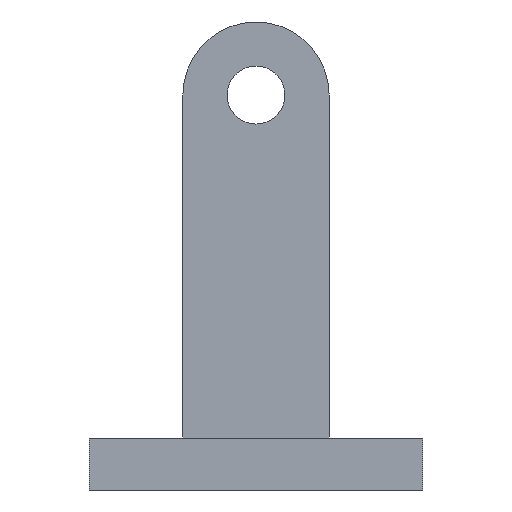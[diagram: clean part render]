
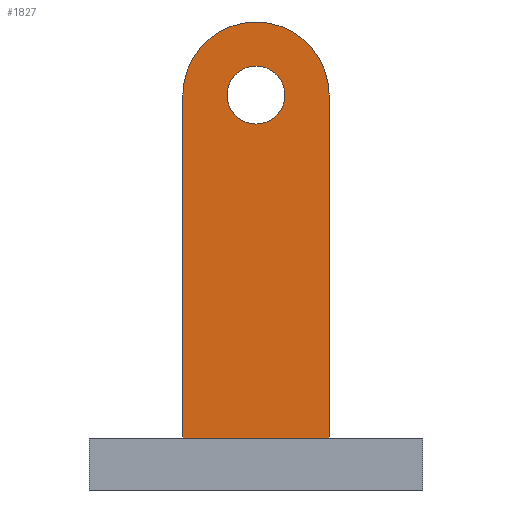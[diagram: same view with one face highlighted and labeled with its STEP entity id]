
A CAD part, front view. The second image highlights one B-rep face of the part: STEP entity #1827.
In plain terms, the highlighted planar face has unit normal (0, -1, 0).
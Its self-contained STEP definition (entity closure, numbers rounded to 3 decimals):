
#1260 = PLANE('',#1261);
#1261 = AXIS2_PLACEMENT_3D('',#1262,#1263,#1264);
#1262 = CARTESIAN_POINT('',(-32.058,-100.5,5.));
#1263 = DIRECTION('',(0.,0.,1.));
#1264 = DIRECTION('',(1.,0.,0.));
#1463 = VERTEX_POINT('',#1464);
#1464 = CARTESIAN_POINT('',(-14.058,-9.358,5.));
#1478 = PLANE('',#1479);
#1479 = AXIS2_PLACEMENT_3D('',#1480,#1481,#1482);
#1480 = CARTESIAN_POINT('',(-14.058,-2.527,
    -9.058));
#1481 = DIRECTION('',(1.,0.,0.));
#1482 = DIRECTION('',(0.,-1.,0.));
#1519 = VERTEX_POINT('',#1520);
#1520 = CARTESIAN_POINT('',(14.058,-9.358,5.));
#1534 = PLANE('',#1535);
#1535 = AXIS2_PLACEMENT_3D('',#1536,#1537,#1538);
#1536 = CARTESIAN_POINT('',(14.058,-2.527,
    -9.058));
#1537 = DIRECTION('',(1.,0.,0.));
#1538 = DIRECTION('',(0.,-1.,0.));
#1546 = EDGE_CURVE('',#1463,#1519,#1547,.T.);
#1547 = SURFACE_CURVE('',#1548,(#1552,#1559),.PCURVE_S1.);
#1548 = LINE('',#1549,#1550);
#1549 = CARTESIAN_POINT('',(0.,-9.358,5.));
#1550 = VECTOR('',#1551,1.);
#1551 = DIRECTION('',(1.,0.,0.));
#1552 = PCURVE('',#1260,#1553);
#1553 = DEFINITIONAL_REPRESENTATION('',(#1554),#1558);
#1554 = LINE('',#1555,#1556);
#1555 = CARTESIAN_POINT('',(32.058,91.142));
#1556 = VECTOR('',#1557,1.);
#1557 = DIRECTION('',(1.,0.));
#1558 = ( GEOMETRIC_REPRESENTATION_CONTEXT(2) 
PARAMETRIC_REPRESENTATION_CONTEXT() REPRESENTATION_CONTEXT('2D SPACE',''
  ) );
#1559 = PCURVE('',#1560,#1565);
#1560 = PLANE('',#1561);
#1561 = AXIS2_PLACEMENT_3D('',#1562,#1563,#1564);
#1562 = CARTESIAN_POINT('',(-14.058,-9.358,
    -9.058));
#1563 = DIRECTION('',(0.,-1.,0.));
#1564 = DIRECTION('',(1.,0.,0.));
#1565 = DEFINITIONAL_REPRESENTATION('',(#1566),#1570);
#1566 = LINE('',#1567,#1568);
#1567 = CARTESIAN_POINT('',(14.058,14.058));
#1568 = VECTOR('',#1569,1.);
#1569 = DIRECTION('',(1.,0.));
#1570 = ( GEOMETRIC_REPRESENTATION_CONTEXT(2) 
PARAMETRIC_REPRESENTATION_CONTEXT() REPRESENTATION_CONTEXT('2D SPACE',''
  ) );
#1755 = EDGE_CURVE('',#1463,#1756,#1758,.T.);
#1756 = VERTEX_POINT('',#1757);
#1757 = CARTESIAN_POINT('',(-14.058,-9.358,
    70.952));
#1758 = SURFACE_CURVE('',#1759,(#1763,#1770),.PCURVE_S1.);
#1759 = LINE('',#1760,#1761);
#1760 = CARTESIAN_POINT('',(-14.058,-9.358,
    -9.058));
#1761 = VECTOR('',#1762,1.);
#1762 = DIRECTION('',(0.,0.,1.));
#1763 = PCURVE('',#1478,#1764);
#1764 = DEFINITIONAL_REPRESENTATION('',(#1765),#1769);
#1765 = LINE('',#1766,#1767);
#1766 = CARTESIAN_POINT('',(6.831,0.));
#1767 = VECTOR('',#1768,1.);
#1768 = DIRECTION('',(0.,-1.));
#1769 = ( GEOMETRIC_REPRESENTATION_CONTEXT(2) 
PARAMETRIC_REPRESENTATION_CONTEXT() REPRESENTATION_CONTEXT('2D SPACE',''
  ) );
#1770 = PCURVE('',#1560,#1771);
#1771 = DEFINITIONAL_REPRESENTATION('',(#1772),#1776);
#1772 = LINE('',#1773,#1774);
#1773 = CARTESIAN_POINT('',(0.,0.));
#1774 = VECTOR('',#1775,1.);
#1775 = DIRECTION('',(0.,1.));
#1776 = ( GEOMETRIC_REPRESENTATION_CONTEXT(2) 
PARAMETRIC_REPRESENTATION_CONTEXT() REPRESENTATION_CONTEXT('2D SPACE',''
  ) );
#1816 = CYLINDRICAL_SURFACE('',#1817,14.048);
#1817 = AXIS2_PLACEMENT_3D('',#1818,#1819,#1820);
#1818 = CARTESIAN_POINT('',(-0.01,-2.527,70.952));
#1819 = DIRECTION('',(0.,-1.,0.));
#1820 = DIRECTION('',(-1.,-0.,0.));
#1827 = ADVANCED_FACE('',(#1828,#1938),#1560,.T.);
#1828 = FACE_BOUND('',#1829,.T.);
#1829 = EDGE_LOOP('',(#1830,#1831,#1832,#1855,#1884,#1912));
#1830 = ORIENTED_EDGE('',*,*,#1755,.F.);
#1831 = ORIENTED_EDGE('',*,*,#1546,.T.);
#1832 = ORIENTED_EDGE('',*,*,#1833,.T.);
#1833 = EDGE_CURVE('',#1519,#1834,#1836,.T.);
#1834 = VERTEX_POINT('',#1835);
#1835 = CARTESIAN_POINT('',(14.058,-9.358,
    70.952));
#1836 = SURFACE_CURVE('',#1837,(#1841,#1848),.PCURVE_S1.);
#1837 = LINE('',#1838,#1839);
#1838 = CARTESIAN_POINT('',(14.058,-9.358,
    -9.058));
#1839 = VECTOR('',#1840,1.);
#1840 = DIRECTION('',(0.,0.,1.));
#1841 = PCURVE('',#1560,#1842);
#1842 = DEFINITIONAL_REPRESENTATION('',(#1843),#1847);
#1843 = LINE('',#1844,#1845);
#1844 = CARTESIAN_POINT('',(28.116,0.));
#1845 = VECTOR('',#1846,1.);
#1846 = DIRECTION('',(0.,1.));
#1847 = ( GEOMETRIC_REPRESENTATION_CONTEXT(2) 
PARAMETRIC_REPRESENTATION_CONTEXT() REPRESENTATION_CONTEXT('2D SPACE',''
  ) );
#1848 = PCURVE('',#1534,#1849);
#1849 = DEFINITIONAL_REPRESENTATION('',(#1850),#1854);
#1850 = LINE('',#1851,#1852);
#1851 = CARTESIAN_POINT('',(6.831,0.));
#1852 = VECTOR('',#1853,1.);
#1853 = DIRECTION('',(0.,-1.));
#1854 = ( GEOMETRIC_REPRESENTATION_CONTEXT(2) 
PARAMETRIC_REPRESENTATION_CONTEXT() REPRESENTATION_CONTEXT('2D SPACE',''
  ) );
#1855 = ORIENTED_EDGE('',*,*,#1856,.T.);
#1856 = EDGE_CURVE('',#1834,#1857,#1859,.T.);
#1857 = VERTEX_POINT('',#1858);
#1858 = CARTESIAN_POINT('',(0.01,-9.358,85.));
#1859 = SURFACE_CURVE('',#1860,(#1865,#1872),.PCURVE_S1.);
#1860 = CIRCLE('',#1861,14.048);
#1861 = AXIS2_PLACEMENT_3D('',#1862,#1863,#1864);
#1862 = CARTESIAN_POINT('',(0.01,-9.358,70.952));
#1863 = DIRECTION('',(0.,-1.,0.));
#1864 = DIRECTION('',(0.,-0.,-1.));
#1865 = PCURVE('',#1560,#1866);
#1866 = DEFINITIONAL_REPRESENTATION('',(#1867),#1871);
#1867 = CIRCLE('',#1868,14.048);
#1868 = AXIS2_PLACEMENT_2D('',#1869,#1870);
#1869 = CARTESIAN_POINT('',(14.068,80.01));
#1870 = DIRECTION('',(0.,-1.));
#1871 = ( GEOMETRIC_REPRESENTATION_CONTEXT(2) 
PARAMETRIC_REPRESENTATION_CONTEXT() REPRESENTATION_CONTEXT('2D SPACE',''
  ) );
#1872 = PCURVE('',#1873,#1878);
#1873 = CYLINDRICAL_SURFACE('',#1874,14.048);
#1874 = AXIS2_PLACEMENT_3D('',#1875,#1876,#1877);
#1875 = CARTESIAN_POINT('',(0.01,-2.527,70.952));
#1876 = DIRECTION('',(0.,-1.,0.));
#1877 = DIRECTION('',(1.,0.,0.));
#1878 = DEFINITIONAL_REPRESENTATION('',(#1879),#1883);
#1879 = LINE('',#1880,#1881);
#1880 = CARTESIAN_POINT('',(-1.571,6.831));
#1881 = VECTOR('',#1882,1.);
#1882 = DIRECTION('',(1.,0.));
#1883 = ( GEOMETRIC_REPRESENTATION_CONTEXT(2) 
PARAMETRIC_REPRESENTATION_CONTEXT() REPRESENTATION_CONTEXT('2D SPACE',''
  ) );
#1884 = ORIENTED_EDGE('',*,*,#1885,.F.);
#1885 = EDGE_CURVE('',#1886,#1857,#1888,.T.);
#1886 = VERTEX_POINT('',#1887);
#1887 = CARTESIAN_POINT('',(-0.01,-9.358,85.));
#1888 = SURFACE_CURVE('',#1889,(#1893,#1900),.PCURVE_S1.);
#1889 = LINE('',#1890,#1891);
#1890 = CARTESIAN_POINT('',(-14.058,-9.358,85.));
#1891 = VECTOR('',#1892,1.);
#1892 = DIRECTION('',(1.,0.,0.));
#1893 = PCURVE('',#1560,#1894);
#1894 = DEFINITIONAL_REPRESENTATION('',(#1895),#1899);
#1895 = LINE('',#1896,#1897);
#1896 = CARTESIAN_POINT('',(0.,94.058));
#1897 = VECTOR('',#1898,1.);
#1898 = DIRECTION('',(1.,0.));
#1899 = ( GEOMETRIC_REPRESENTATION_CONTEXT(2) 
PARAMETRIC_REPRESENTATION_CONTEXT() REPRESENTATION_CONTEXT('2D SPACE',''
  ) );
#1900 = PCURVE('',#1901,#1906);
#1901 = PLANE('',#1902);
#1902 = AXIS2_PLACEMENT_3D('',#1903,#1904,#1905);
#1903 = CARTESIAN_POINT('',(-14.058,-2.527,85.));
#1904 = DIRECTION('',(0.,0.,1.));
#1905 = DIRECTION('',(0.,-1.,0.));
#1906 = DEFINITIONAL_REPRESENTATION('',(#1907),#1911);
#1907 = LINE('',#1908,#1909);
#1908 = CARTESIAN_POINT('',(6.831,0.));
#1909 = VECTOR('',#1910,1.);
#1910 = DIRECTION('',(0.,1.));
#1911 = ( GEOMETRIC_REPRESENTATION_CONTEXT(2) 
PARAMETRIC_REPRESENTATION_CONTEXT() REPRESENTATION_CONTEXT('2D SPACE',''
  ) );
#1912 = ORIENTED_EDGE('',*,*,#1913,.F.);
#1913 = EDGE_CURVE('',#1756,#1886,#1914,.T.);
#1914 = SURFACE_CURVE('',#1915,(#1920,#1931),.PCURVE_S1.);
#1915 = CIRCLE('',#1916,14.048);
#1916 = AXIS2_PLACEMENT_3D('',#1917,#1918,#1919);
#1917 = CARTESIAN_POINT('',(-0.01,-9.358,70.952));
#1918 = DIRECTION('',(-0.,1.,0.));
#1919 = DIRECTION('',(0.,0.,-1.));
#1920 = PCURVE('',#1560,#1921);
#1921 = DEFINITIONAL_REPRESENTATION('',(#1922),#1930);
#1922 = ( BOUNDED_CURVE() B_SPLINE_CURVE(2,(#1923,#1924,#1925,#1926,
#1927,#1928,#1929),.UNSPECIFIED.,.T.,.F.) B_SPLINE_CURVE_WITH_KNOTS((1,2
    ,2,2,2,1),(-2.094,0.,2.094,4.189,
6.283,8.378),.UNSPECIFIED.) CURVE() 
GEOMETRIC_REPRESENTATION_ITEM() RATIONAL_B_SPLINE_CURVE((1.,0.5,1.,0.5,
1.,0.5,1.)) REPRESENTATION_ITEM('') );
#1923 = CARTESIAN_POINT('',(14.048,65.962));
#1924 = CARTESIAN_POINT('',(-10.284,65.962));
#1925 = CARTESIAN_POINT('',(1.882,87.034));
#1926 = CARTESIAN_POINT('',(14.048,108.106));
#1927 = CARTESIAN_POINT('',(26.214,87.034));
#1928 = CARTESIAN_POINT('',(38.38,65.962));
#1929 = CARTESIAN_POINT('',(14.048,65.962));
#1930 = ( GEOMETRIC_REPRESENTATION_CONTEXT(2) 
PARAMETRIC_REPRESENTATION_CONTEXT() REPRESENTATION_CONTEXT('2D SPACE',''
  ) );
#1931 = PCURVE('',#1816,#1932);
#1932 = DEFINITIONAL_REPRESENTATION('',(#1933),#1937);
#1933 = LINE('',#1934,#1935);
#1934 = CARTESIAN_POINT('',(1.571,6.831));
#1935 = VECTOR('',#1936,1.);
#1936 = DIRECTION('',(-1.,0.));
#1937 = ( GEOMETRIC_REPRESENTATION_CONTEXT(2) 
PARAMETRIC_REPRESENTATION_CONTEXT() REPRESENTATION_CONTEXT('2D SPACE',''
  ) );
#1938 = FACE_BOUND('',#1939,.T.);
#1939 = EDGE_LOOP('',(#1940));
#1940 = ORIENTED_EDGE('',*,*,#1941,.T.);
#1941 = EDGE_CURVE('',#1942,#1942,#1944,.T.);
#1942 = VERTEX_POINT('',#1943);
#1943 = CARTESIAN_POINT('',(5.572,-9.358,
    70.942));
#1944 = SURFACE_CURVE('',#1945,(#1950,#1961),.PCURVE_S1.);
#1945 = CIRCLE('',#1946,5.572);
#1946 = AXIS2_PLACEMENT_3D('',#1947,#1948,#1949);
#1947 = CARTESIAN_POINT('',(0.,-9.358,70.942));
#1948 = DIRECTION('',(-0.,1.,0.));
#1949 = DIRECTION('',(1.,0.,0.));
#1950 = PCURVE('',#1560,#1951);
#1951 = DEFINITIONAL_REPRESENTATION('',(#1952),#1960);
#1952 = ( BOUNDED_CURVE() B_SPLINE_CURVE(2,(#1953,#1954,#1955,#1956,
#1957,#1958,#1959),.UNSPECIFIED.,.T.,.F.) B_SPLINE_CURVE_WITH_KNOTS((1,2
    ,2,2,2,1),(-2.094,0.,2.094,4.189,
6.283,8.378),.UNSPECIFIED.) CURVE() 
GEOMETRIC_REPRESENTATION_ITEM() RATIONAL_B_SPLINE_CURVE((1.,0.5,1.,0.5,
1.,0.5,1.)) REPRESENTATION_ITEM('') );
#1953 = CARTESIAN_POINT('',(19.63,80.));
#1954 = CARTESIAN_POINT('',(19.63,70.349));
#1955 = CARTESIAN_POINT('',(11.272,75.175));
#1956 = CARTESIAN_POINT('',(2.914,80.));
#1957 = CARTESIAN_POINT('',(11.272,84.825));
#1958 = CARTESIAN_POINT('',(19.63,89.651));
#1959 = CARTESIAN_POINT('',(19.63,80.));
#1960 = ( GEOMETRIC_REPRESENTATION_CONTEXT(2) 
PARAMETRIC_REPRESENTATION_CONTEXT() REPRESENTATION_CONTEXT('2D SPACE',''
  ) );
#1961 = PCURVE('',#1962,#1967);
#1962 = CYLINDRICAL_SURFACE('',#1963,5.572);
#1963 = AXIS2_PLACEMENT_3D('',#1964,#1965,#1966);
#1964 = CARTESIAN_POINT('',(0.,74.058,70.942));
#1965 = DIRECTION('',(0.,1.,0.));
#1966 = DIRECTION('',(1.,0.,0.));
#1967 = DEFINITIONAL_REPRESENTATION('',(#1968),#1972);
#1968 = LINE('',#1969,#1970);
#1969 = CARTESIAN_POINT('',(-6.283,-83.416));
#1970 = VECTOR('',#1971,1.);
#1971 = DIRECTION('',(1.,-0.));
#1972 = ( GEOMETRIC_REPRESENTATION_CONTEXT(2) 
PARAMETRIC_REPRESENTATION_CONTEXT() REPRESENTATION_CONTEXT('2D SPACE',''
  ) );
